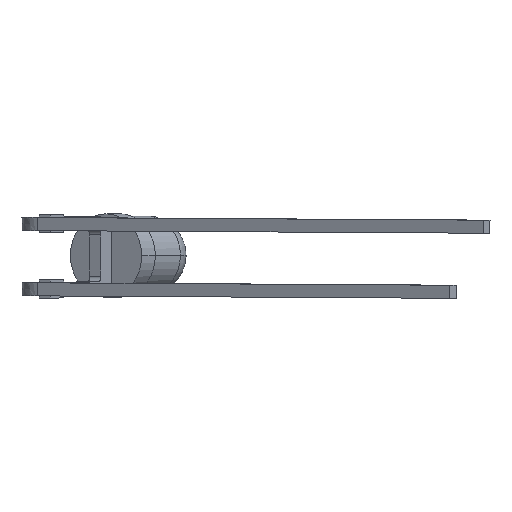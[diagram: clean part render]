
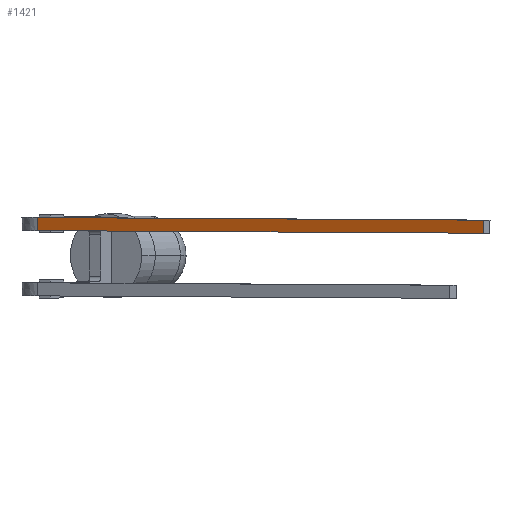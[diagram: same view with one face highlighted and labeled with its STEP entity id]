
A CAD part, top view. The second image highlights one B-rep face of the part: STEP entity #1421.
In plain terms, the highlighted planar face has unit normal (-0.522, -0.003, 0.853).
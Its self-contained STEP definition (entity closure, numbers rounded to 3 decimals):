
#4 = CARTESIAN_POINT ( 'NONE',  ( 3.998, 0.94, 1.819 ) ) ;
#35 = CARTESIAN_POINT ( 'NONE',  ( 9.684, 1.4, 5.303 ) ) ;
#70 = CARTESIAN_POINT ( 'NONE',  ( 15.368, 0.861, 8.782 ) ) ;
#79 = FACE_OUTER_BOUND ( 'NONE', #1779, .T. ) ;
#149 = VERTEX_POINT ( 'NONE', #1596 ) ;
#150 = CARTESIAN_POINT ( 'NONE',  ( -1.687, 0.979, -1.662 ) ) ;
#170 = CARTESIAN_POINT ( 'NONE',  ( 15.369, 1.194, 8.784 ) ) ;
#222 = CARTESIAN_POINT ( 'NONE',  ( -7.663, -0.479, -5.327 ) ) ;
#246 = AXIS2_PLACEMENT_3D ( 'NONE', #222, #1833, #810 ) ;
#334 = ORIENTED_EDGE ( 'NONE', *, *, #1129, .F. ) ;
#335 = CARTESIAN_POINT ( 'NONE',  ( 9.683, 0.9, 5.301 ) ) ;
#396 = EDGE_CURVE ( 'NONE', #1689, #896, #579, .T. ) ;
#423 = EDGE_CURVE ( 'NONE', #1463, #896, #737, .T. ) ;
#579 = B_SPLINE_CURVE_WITH_KNOTS ( 'NONE', 3,
 ( #1078, #1643, #170, #928 ),
 .UNSPECIFIED., .F., .F.,
 ( 4, 4 ),
 ( 0., 1. ),
 .UNSPECIFIED. ) ;
#593 = CARTESIAN_POINT ( 'NONE',  ( 15.368, 0.861, 8.782 ) ) ;
#685 = ORIENTED_EDGE ( 'NONE', *, *, #965, .T. ) ;
#695 = VECTOR ( 'NONE', #1107, 1000. ) ;
#737 = B_SPLINE_CURVE_WITH_KNOTS ( 'NONE', 3,
 ( #1217, #1360, #35, #919 ),
 .UNSPECIFIED., .F., .F.,
 ( 4, 4 ),
 ( 0., 1. ),
 .UNSPECIFIED. ) ;
#810 = DIRECTION ( 'NONE',  ( 0.853, -0.006, 0.522 ) ) ;
#880 = CARTESIAN_POINT ( 'NONE',  ( -1.687, 0.979, -1.662 ) ) ;
#896 = VERTEX_POINT ( 'NONE', #1224 ) ;
#919 = CARTESIAN_POINT ( 'NONE',  ( 15.369, 1.361, 8.785 ) ) ;
#928 = CARTESIAN_POINT ( 'NONE',  ( 15.369, 1.361, 8.785 ) ) ;
#950 = CARTESIAN_POINT ( 'NONE',  ( -1.687, 1.479, -1.66 ) ) ;
#965 = EDGE_CURVE ( 'NONE', #1463, #149, #1867, .T. ) ;
#1078 = CARTESIAN_POINT ( 'NONE',  ( 15.368, 0.861, 8.782 ) ) ;
#1107 = DIRECTION ( 'NONE',  ( 0., -1., -0.004 ) ) ;
#1129 = EDGE_CURVE ( 'NONE', #1689, #149, #1433, .T. ) ;
#1171 = ORIENTED_EDGE ( 'NONE', *, *, #423, .F. ) ;
#1217 = CARTESIAN_POINT ( 'NONE',  ( -1.687, 1.479, -1.66 ) ) ;
#1224 = CARTESIAN_POINT ( 'NONE',  ( 15.369, 1.361, 8.785 ) ) ;
#1262 = PLANE ( 'NONE',  #246 ) ;
#1360 = CARTESIAN_POINT ( 'NONE',  ( 3.999, 1.44, 1.822 ) ) ;
#1421 = ADVANCED_FACE ( 'NONE', ( #79 ), #1262, .T. ) ;
#1433 = B_SPLINE_CURVE_WITH_KNOTS ( 'NONE', 3,
 ( #70, #335, #4, #880 ),
 .UNSPECIFIED., .F., .F.,
 ( 4, 4 ),
 ( 0., 1. ),
 .UNSPECIFIED. ) ;
#1463 = VERTEX_POINT ( 'NONE', #950 ) ;
#1596 = CARTESIAN_POINT ( 'NONE',  ( -1.687, 0.979, -1.662 ) ) ;
#1643 = CARTESIAN_POINT ( 'NONE',  ( 15.368, 1.027, 8.783 ) ) ;
#1669 = ORIENTED_EDGE ( 'NONE', *, *, #396, .T. ) ;
#1689 = VERTEX_POINT ( 'NONE', #593 ) ;
#1779 = EDGE_LOOP ( 'NONE', ( #1171, #685, #334, #1669 ) ) ;
#1833 = DIRECTION ( 'NONE',  ( -0.522, -0.003, 0.853 ) ) ;
#1867 = LINE ( 'NONE', #150, #695 ) ;
